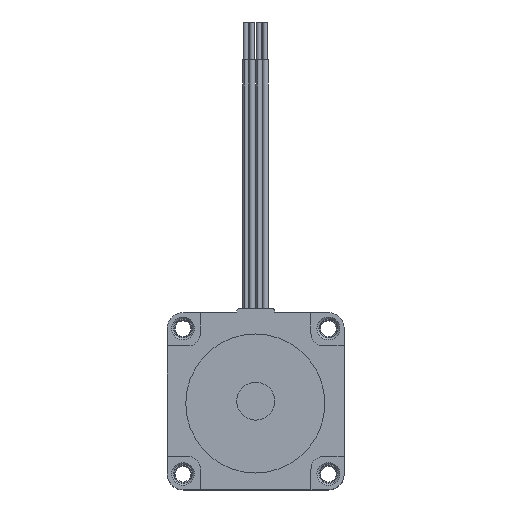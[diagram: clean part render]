
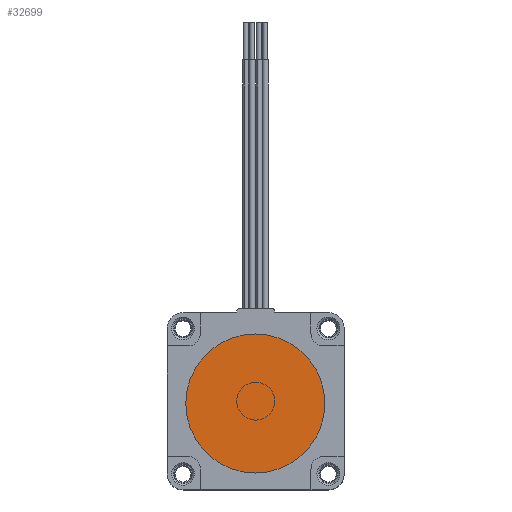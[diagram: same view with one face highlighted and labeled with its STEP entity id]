
A CAD part, top view. The second image highlights one B-rep face of the part: STEP entity #32699.
In plain terms, the highlighted planar face has unit normal (0, 0, 1).
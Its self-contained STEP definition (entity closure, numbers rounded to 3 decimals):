
#7454=PLANE('',#36002);
#10072=FACE_OUTER_BOUND('',#11968,.T.);
#11968=EDGE_LOOP('',(#30752));
#13463=CIRCLE('',#35999,11.);
#16633=VERTEX_POINT('',#66330);
#21339=EDGE_CURVE('',#16633,#16633,#13463,.T.);
#30752=ORIENTED_EDGE('',*,*,#21339,.T.);
#32699=ADVANCED_FACE('',(#10072),#7454,.T.);
#35999=AXIS2_PLACEMENT_3D('',#66331,#45694,#45695);
#36002=AXIS2_PLACEMENT_3D('',#66335,#45700,#45701);
#45694=DIRECTION('center_axis',(0.,0.,1.));
#45695=DIRECTION('ref_axis',(-1.,0.,0.));
#45700=DIRECTION('center_axis',(0.,0.,1.));
#45701=DIRECTION('ref_axis',(1.,0.,0.));
#66330=CARTESIAN_POINT('',(11.,0.,0.05));
#66331=CARTESIAN_POINT('Origin',(0.,0.,0.05));
#66335=CARTESIAN_POINT('Origin',(0.,0.,
0.05));
